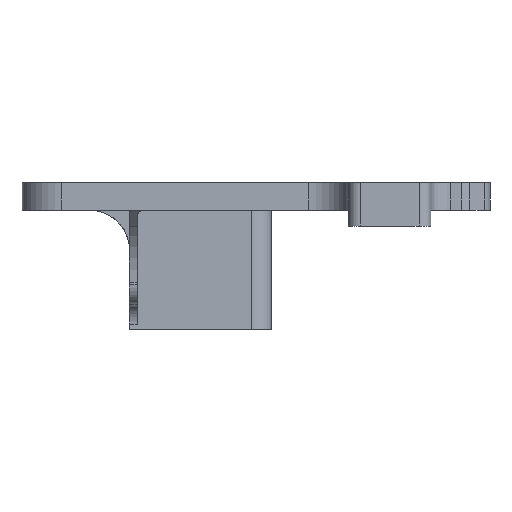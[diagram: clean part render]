
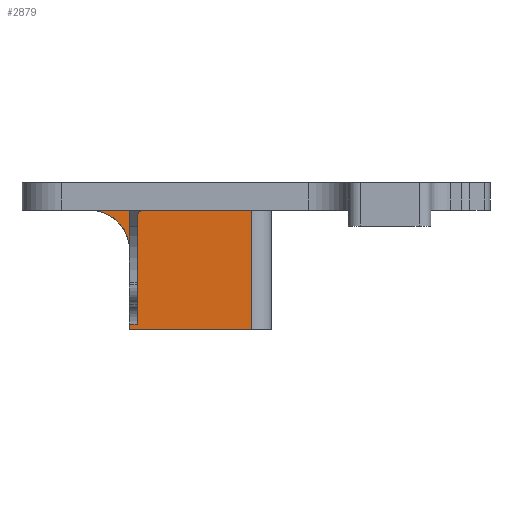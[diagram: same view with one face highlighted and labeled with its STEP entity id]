
A CAD part, left-side view. The second image highlights one B-rep face of the part: STEP entity #2879.
In plain terms, the highlighted planar face has unit normal (-1, 0, 0).
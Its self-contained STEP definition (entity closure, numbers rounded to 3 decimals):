
#148=PLANE('',#3182);
#291=FACE_OUTER_BOUND('',#490,.T.);
#490=EDGE_LOOP('',(#2612,#2613,#2614,#2615,#2616,#2617,#2618,#2619,#2620,
#2621,#2622,#2623,#2624,#2625));
#515=LINE('',#4080,#776);
#519=LINE('',#4088,#780);
#663=LINE('',#4600,#924);
#683=LINE('',#4665,#944);
#688=LINE('',#4680,#949);
#689=LINE('',#4684,#950);
#690=LINE('',#4685,#951);
#754=LINE('',#4861,#1015);
#755=LINE('',#4864,#1016);
#756=LINE('',#4865,#1017);
#757=LINE('',#4866,#1018);
#758=LINE('',#4867,#1019);
#776=VECTOR('',#3235,10.);
#780=VECTOR('',#3239,10.);
#924=VECTOR('',#3717,10.);
#944=VECTOR('',#3783,10.);
#949=VECTOR('',#3796,10.);
#950=VECTOR('',#3803,10.);
#951=VECTOR('',#3804,10.);
#1015=VECTOR('',#4008,10.);
#1016=VECTOR('',#4011,10.);
#1017=VECTOR('',#4012,10.);
#1018=VECTOR('',#4013,10.);
#1019=VECTOR('',#4014,10.);
#1128=CIRCLE('',#3077,1.5);
#1147=CIRCLE('',#3113,10.);
#1190=VERTEX_POINT('',#4077);
#1191=VERTEX_POINT('',#4079);
#1194=VERTEX_POINT('',#4085);
#1195=VERTEX_POINT('',#4087);
#1363=VERTEX_POINT('',#4587);
#1365=VERTEX_POINT('',#4593);
#1368=VERTEX_POINT('',#4598);
#1389=VERTEX_POINT('',#4663);
#1390=VERTEX_POINT('',#4664);
#1395=VERTEX_POINT('',#4678);
#1396=VERTEX_POINT('',#4679);
#1397=VERTEX_POINT('',#4687);
#1438=VERTEX_POINT('',#4859);
#1439=VERTEX_POINT('',#4863);
#1466=EDGE_CURVE('',#1190,#1191,#515,.T.);
#1470=EDGE_CURVE('',#1194,#1195,#519,.T.);
#1705=EDGE_CURVE('',#1194,#1363,#1128,.T.);
#1711=EDGE_CURVE('',#1368,#1365,#663,.T.);
#1743=EDGE_CURVE('',#1389,#1390,#683,.T.);
#1750=EDGE_CURVE('',#1395,#1396,#688,.T.);
#1753=EDGE_CURVE('',#1396,#1365,#689,.T.);
#1754=EDGE_CURVE('',#1363,#1389,#690,.T.);
#1756=EDGE_CURVE('',#1397,#1190,#1147,.T.);
#1841=EDGE_CURVE('',#1195,#1438,#754,.T.);
#1842=EDGE_CURVE('',#1438,#1439,#755,.T.);
#1843=EDGE_CURVE('',#1390,#1191,#756,.T.);
#1844=EDGE_CURVE('',#1397,#1395,#757,.T.);
#1845=EDGE_CURVE('',#1368,#1439,#758,.T.);
#2612=ORIENTED_EDGE('',*,*,#1842,.F.);
#2613=ORIENTED_EDGE('',*,*,#1841,.F.);
#2614=ORIENTED_EDGE('',*,*,#1470,.F.);
#2615=ORIENTED_EDGE('',*,*,#1705,.T.);
#2616=ORIENTED_EDGE('',*,*,#1754,.T.);
#2617=ORIENTED_EDGE('',*,*,#1743,.T.);
#2618=ORIENTED_EDGE('',*,*,#1843,.T.);
#2619=ORIENTED_EDGE('',*,*,#1466,.F.);
#2620=ORIENTED_EDGE('',*,*,#1756,.F.);
#2621=ORIENTED_EDGE('',*,*,#1844,.T.);
#2622=ORIENTED_EDGE('',*,*,#1750,.T.);
#2623=ORIENTED_EDGE('',*,*,#1753,.T.);
#2624=ORIENTED_EDGE('',*,*,#1711,.F.);
#2625=ORIENTED_EDGE('',*,*,#1845,.T.);
#2879=ADVANCED_FACE('',(#291),#148,.T.);
#3077=AXIS2_PLACEMENT_3D('',#4588,#3705,#3706);
#3113=AXIS2_PLACEMENT_3D('',#4689,#3808,#3809);
#3182=AXIS2_PLACEMENT_3D('',#4862,#4009,#4010);
#3235=DIRECTION('',(0.,-1.,0.));
#3239=DIRECTION('',(0.,-1.,0.));
#3705=DIRECTION('center_axis',(-1.,0.,0.));
#3706=DIRECTION('ref_axis',(0.,0.707,0.707));
#3717=DIRECTION('',(0.,-1.,0.));
#3783=DIRECTION('',(0.,1.,0.));
#3796=DIRECTION('',(0.,-1.,0.));
#3803=DIRECTION('',(0.,0.,-1.));
#3804=DIRECTION('',(0.,0.,-1.));
#3808=DIRECTION('center_axis',(-1.,0.,0.));
#3809=DIRECTION('ref_axis',(0.,-0.707,0.707));
#4008=DIRECTION('',(0.,0.,-1.));
#4009=DIRECTION('center_axis',(-1.,0.,0.));
#4010=DIRECTION('ref_axis',(0.,1.,0.));
#4011=DIRECTION('',(0.,1.,0.));
#4012=DIRECTION('',(0.,0.,1.));
#4013=DIRECTION('',(0.,0.,-1.));
#4014=DIRECTION('',(0.,0.,-1.));
#4077=CARTESIAN_POINT('',(-13.911,69.56,81.65));
#4079=CARTESIAN_POINT('',(-13.911,59.56,81.65));
#4080=CARTESIAN_POINT('',(-13.911,9.64,81.65));
#4085=CARTESIAN_POINT('',(-13.911,56.06,81.65));
#4087=CARTESIAN_POINT('',(-13.911,28.611,81.65));
#4088=CARTESIAN_POINT('',(-13.911,9.64,81.65));
#4587=CARTESIAN_POINT('',(-13.911,57.56,80.15));
#4588=CARTESIAN_POINT('Origin',(-13.911,56.06,80.15));
#4593=CARTESIAN_POINT('',(-13.911,57.56,52.772));
#4598=CARTESIAN_POINT('',(-13.911,59.56,52.772));
#4600=CARTESIAN_POINT('',(-13.911,41.585,52.772));
#4663=CARTESIAN_POINT('',(-13.911,57.56,75.017));
#4664=CARTESIAN_POINT('',(-13.911,59.56,75.017));
#4665=CARTESIAN_POINT('',(-13.911,59.56,75.017));
#4678=CARTESIAN_POINT('',(-13.911,59.56,64.406));
#4679=CARTESIAN_POINT('',(-13.911,57.56,64.406));
#4680=CARTESIAN_POINT('',(-13.911,59.56,64.406));
#4684=CARTESIAN_POINT('',(-13.911,57.56,71.643));
#4685=CARTESIAN_POINT('',(-13.911,57.56,79.718));
#4687=CARTESIAN_POINT('',(-13.911,59.56,71.65));
#4689=CARTESIAN_POINT('Origin',(-13.911,69.56,71.65));
#4859=CARTESIAN_POINT('',(-13.911,28.611,51.45));
#4861=CARTESIAN_POINT('',(-13.911,28.611,81.65));
#4862=CARTESIAN_POINT('Origin',(-13.911,23.611,81.65));
#4863=CARTESIAN_POINT('',(-13.911,59.56,51.45));
#4864=CARTESIAN_POINT('',(-13.911,25.545,51.45));
#4865=CARTESIAN_POINT('',(-13.911,59.56,79.718));
#4866=CARTESIAN_POINT('',(-13.911,59.56,81.65));
#4867=CARTESIAN_POINT('',(-13.911,59.56,81.65));
